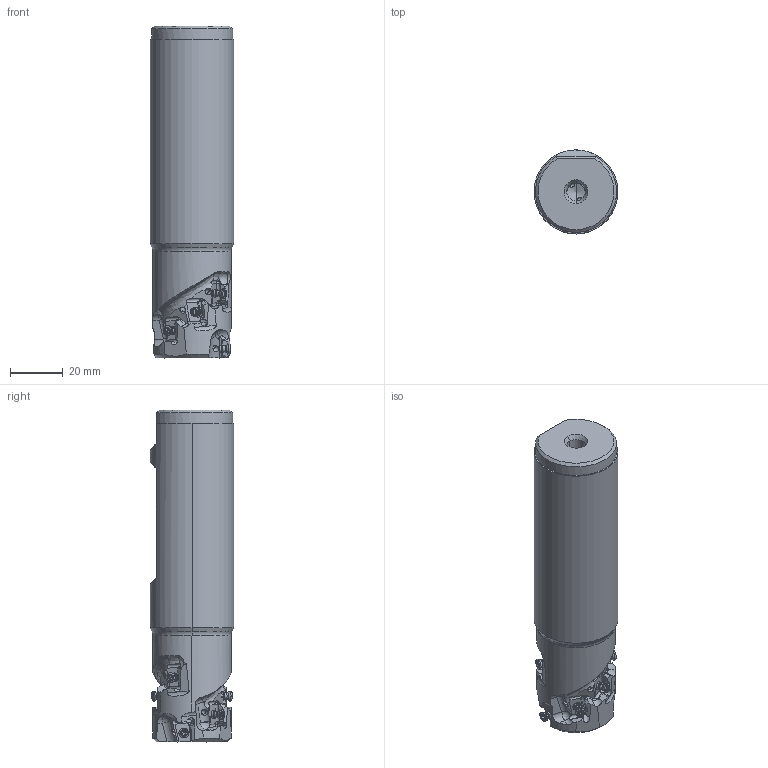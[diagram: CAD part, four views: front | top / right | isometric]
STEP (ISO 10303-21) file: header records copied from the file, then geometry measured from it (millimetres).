
FILE_DESCRIPTION(/* description */ (''),/* implementation_level */ '2;1');
FILE_NAME(/* name */ 'VPX200UR202FA20S1108.stp',/* time_stamp */ '2021-06-22T11:12:53+09:00',/* author */ (''),/* organization */ (''),/* preprocessor_version */ 'ST-DEVELOPER v16',/* originating_system */ 'SIEMENS PLM Software NX 10.0',/* authorisation */ '');
FILE_SCHEMA (('AUTOMOTIVE_DESIGN { 1 0 10303 214 3 1 1 1 }'));
Length unit declared in the file: millimetre
Products named in the file (1): VPX200UR202FA20S1108_ASM
Bounding box: 31.75 x 31.75 x 125.8 mm (x, y, z)
Volume: 84478.2 mm3; surface area: 18461.9 mm2
Topology: 9 solids, 9 shells, 832 faces, 2318 edges, 1477 vertices
Faces by surface type: cylinder 389, plane 206, cone 123, sphere 52, torus 46, bspline 12, extrusion 4
Entity records: 34975 total; most frequent: CARTESIAN_POINT 14004, ORIENTED_EDGE 4500, DIRECTION 4257, EDGE_CURVE 2250, AXIS2_PLACEMENT_3D 1740, VERTEX_POINT 1466, EDGE_LOOP 878, ADVANCED_FACE 832
